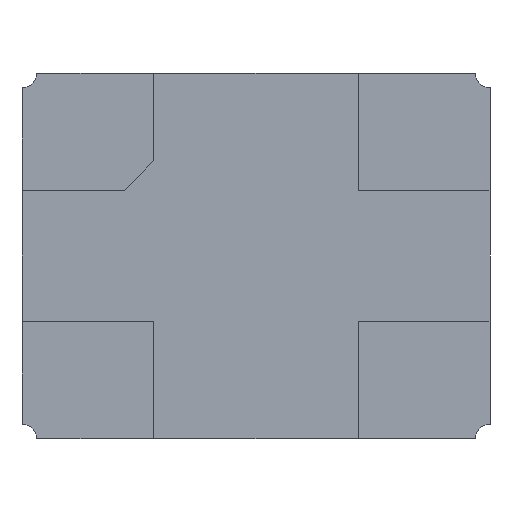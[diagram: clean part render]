
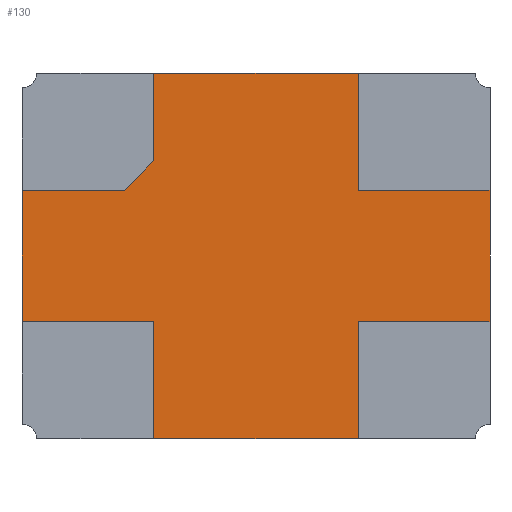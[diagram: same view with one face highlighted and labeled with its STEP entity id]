
A CAD part, front view. The second image highlights one B-rep face of the part: STEP entity #130.
In plain terms, the highlighted planar face has unit normal (0, -1, 0).
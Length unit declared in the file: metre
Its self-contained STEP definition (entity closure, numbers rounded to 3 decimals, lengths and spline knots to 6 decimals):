
#130 = ADVANCED_FACE( '', ( #305 ), #306, .T. );
#305 = FACE_OUTER_BOUND( '', #532, .T. );
#306 = PLANE( '', #533 );
#532 = EDGE_LOOP( '', ( #772, #773, #774, #775, #776, #777, #778, #779 ) );
#533 = AXIS2_PLACEMENT_3D( '', #780, #781, #782 );
#772 = ORIENTED_EDGE( '', *, *, #1291, .T. );
#773 = ORIENTED_EDGE( '', *, *, #1293, .F. );
#774 = ORIENTED_EDGE( '', *, *, #1294, .T. );
#775 = ORIENTED_EDGE( '', *, *, #1295, .F. );
#776 = ORIENTED_EDGE( '', *, *, #1296, .F. );
#777 = ORIENTED_EDGE( '', *, *, #1297, .F. );
#778 = ORIENTED_EDGE( '', *, *, #1298, .T. );
#779 = ORIENTED_EDGE( '', *, *, #1299, .F. );
#780 = CARTESIAN_POINT( '', ( 0., 0., -0.0025 ) );
#781 = DIRECTION( '', ( 0., -1., 0. ) );
#782 = DIRECTION( '', ( 0., 0., -1. ) );
#1291 = EDGE_CURVE( '', #1527, #1531, #1533, .T. );
#1293 = EDGE_CURVE( '', #1535, #1531, #1536, .T. );
#1294 = EDGE_CURVE( '', #1535, #1537, #1538, .T. );
#1295 = EDGE_CURVE( '', #1539, #1537, #1540, .T. );
#1296 = EDGE_CURVE( '', #1541, #1539, #1542, .T. );
#1297 = EDGE_CURVE( '', #1543, #1541, #1544, .T. );
#1298 = EDGE_CURVE( '', #1543, #1545, #1546, .T. );
#1299 = EDGE_CURVE( '', #1527, #1545, #1547, .T. );
#1527 = VERTEX_POINT( '', #1843 );
#1531 = VERTEX_POINT( '', #1848 );
#1533 = CIRCLE( '', #1851, 0.0001 );
#1535 = VERTEX_POINT( '', #1853 );
#1536 = LINE( '', #1854, #1855 );
#1537 = VERTEX_POINT( '', #1856 );
#1538 = CIRCLE( '', #1857, 0.0001 );
#1539 = VERTEX_POINT( '', #1858 );
#1540 = LINE( '', #1859, #1860 );
#1541 = VERTEX_POINT( '', #1861 );
#1542 = CIRCLE( '', #1862, 0.0001 );
#1543 = VERTEX_POINT( '', #1863 );
#1544 = LINE( '', #1864, #1865 );
#1545 = VERTEX_POINT( '', #1866 );
#1546 = CIRCLE( '', #1867, 0.0001 );
#1547 = LINE( '', #1868, #1869 );
#1843 = CARTESIAN_POINT( '', ( 0.0001, 0., 0. ) );
#1848 = CARTESIAN_POINT( '', ( 0., 0., -0.0001 ) );
#1851 = AXIS2_PLACEMENT_3D( '', #2354, #2355, #2356 );
#1853 = CARTESIAN_POINT( '', ( 0., 0., -0.0024 ) );
#1854 = CARTESIAN_POINT( '', ( 0., 0., 0. ) );
#1855 = VECTOR( '', #2357, 1. );
#1856 = CARTESIAN_POINT( '', ( 0.0001, 0., -0.0025 ) );
#1857 = AXIS2_PLACEMENT_3D( '', #2358, #2359, #2360 );
#1858 = CARTESIAN_POINT( '', ( 0.0031, 0., -0.0025 ) );
#1859 = CARTESIAN_POINT( '', ( 0., 0., -0.0025 ) );
#1860 = VECTOR( '', #2361, 1. );
#1861 = CARTESIAN_POINT( '', ( 0.0032, 0., -0.0024 ) );
#1862 = AXIS2_PLACEMENT_3D( '', #2362, #2363, #2364 );
#1863 = CARTESIAN_POINT( '', ( 0.0032, 0., -0.0001 ) );
#1864 = CARTESIAN_POINT( '', ( 0.0032, 0., 0. ) );
#1865 = VECTOR( '', #2365, 1. );
#1866 = CARTESIAN_POINT( '', ( 0.0031, 0., 0. ) );
#1867 = AXIS2_PLACEMENT_3D( '', #2366, #2367, #2368 );
#1868 = CARTESIAN_POINT( '', ( 0., 0., 0. ) );
#1869 = VECTOR( '', #2369, 1. );
#2354 = CARTESIAN_POINT( '', ( 0., 0., 0. ) );
#2355 = DIRECTION( '', ( 0., 1., 0. ) );
#2356 = DIRECTION( '', ( 0., 0., 1. ) );
#2357 = DIRECTION( '', ( 0., 0., 1. ) );
#2358 = CARTESIAN_POINT( '', ( 0., 0., -0.0025 ) );
#2359 = DIRECTION( '', ( 0., 1., 0. ) );
#2360 = DIRECTION( '', ( 0., 0., 1. ) );
#2361 = DIRECTION( '', ( -1., 0., 0. ) );
#2362 = CARTESIAN_POINT( '', ( 0.0032, 0., -0.0025 ) );
#2363 = DIRECTION( '', ( 0., -1., 0. ) );
#2364 = DIRECTION( '', ( 0., 0., -1. ) );
#2365 = DIRECTION( '', ( 0., 0., -1. ) );
#2366 = CARTESIAN_POINT( '', ( 0.0032, 0., 0. ) );
#2367 = DIRECTION( '', ( 0., 1., 0. ) );
#2368 = DIRECTION( '', ( 0., 0., 1. ) );
#2369 = DIRECTION( '', ( 1., 0., 0. ) );
